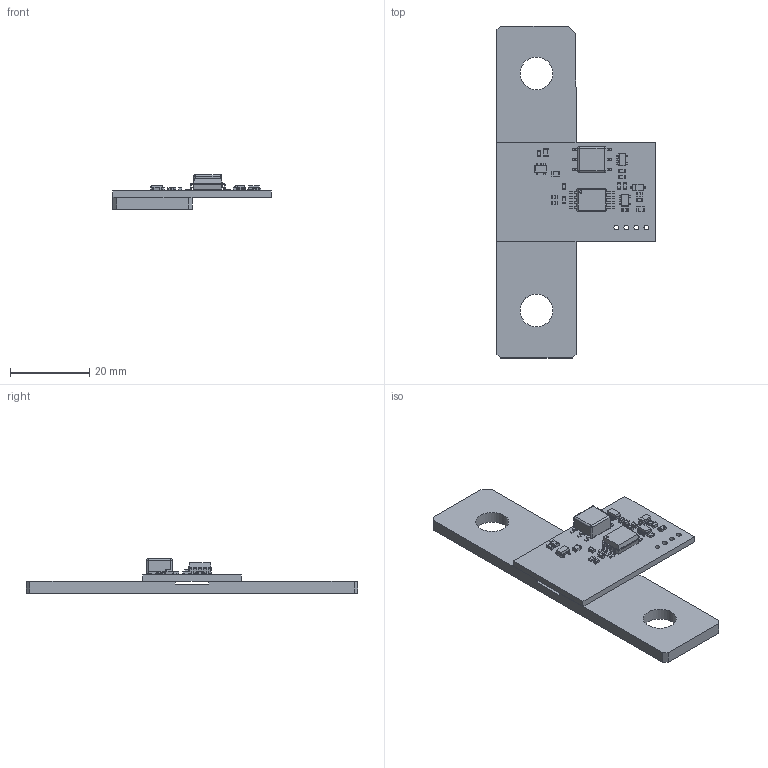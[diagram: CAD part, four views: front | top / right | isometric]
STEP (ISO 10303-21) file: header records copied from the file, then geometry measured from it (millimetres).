
FILE_DESCRIPTION(('KiCad electronic assembly'),'2;1');
FILE_NAME('current_sensor.step','2019-07-28T09:34:05',('An Author'),( 'A Company'),'Open CASCADE STEP processor 6.9', 'KiCad to STEP converter','Unknown');
FILE_SCHEMA(('AUTOMOTIVE_DESIGN { 1 0 10303 214 1 1 1 1 }'));
Length unit declared in the file: millimetre
Products named in the file (21): Open CASCADE STEP translator 6.9 1; sod123; r_0603_h078; COMPOUND; r_0805_h078; SOLID; SOD-123; c_0603_h078; BAS-M-R0002; sot23_5_18x29_p095; 250-1109-rev1; c_0805_h078; soic_8_75x58_p127
Assembly tree (35 placements, depth 3):
  Open CASCADE STEP translator 6.9 1
    sod123  x2
    r_0603_h078  x5
      COMPOUND
    r_0805_h078
      SOLID
    SOD-123
      SOLID
    c_0603_h078  x8
      COMPOUND
    BAS-M-R0002
      COMPOUND
    sot23_5_18x29_p095  x3
      COMPOUND
    250-1109-rev1
      COMPOUND
    c_0805_h078  x2
      COMPOUND
    soic_8_75x58_p127
      COMPOUND
    COMPOUND
Bounding box: 40 x 84 x 8.78 mm (x, y, z)
Volume: 6416.8 mm3; surface area: 6813.3 mm2
Topology: 24 solids, 24 shells, 1224 faces, 3135 edges, 1978 vertices
Faces by surface type: plane 688, cylinder 353, bspline 127, torus 28, revolution 20, sphere 8
Full cylindrical faces by diameter (mm): 0.6 x1, 1.2 x4, 8.3 x2
Entity records: 61048 total; most frequent: CARTESIAN_POINT 23297, DIRECTION 5791, LINE 3556, VECTOR 3556, ORIENTED_EDGE 3370, PCURVE 3370, DEFINITIONAL_REPRESENTATION 3370, EDGE_CURVE 1685
